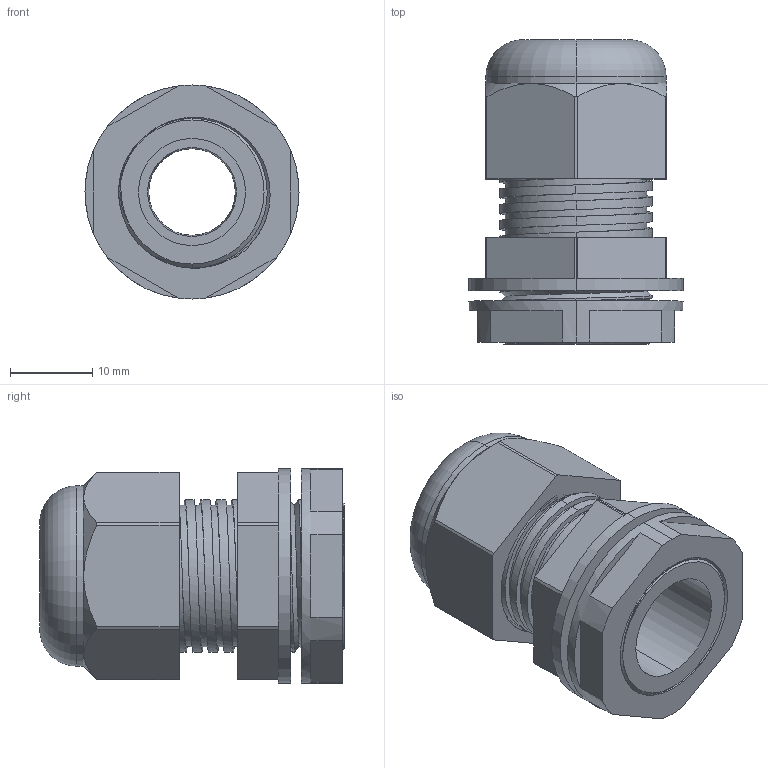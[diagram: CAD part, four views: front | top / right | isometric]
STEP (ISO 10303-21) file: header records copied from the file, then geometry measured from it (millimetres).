
FILE_DESCRIPTION (( 'STEP AP203' ), '1' );
FILE_NAME ('BMX-13-W.step', '2016-02-11T13:27:36', ( '' ), ( '' ), 'SwSTEP 2.0', 'SolidWorks 2015', '' );
FILE_SCHEMA (( 'CONFIG_CONTROL_DESIGN' ));
Length unit declared in the file: millimetre
Products named in the file (1): BMX-13-W
Bounding box: 26 x 37 x 26 mm (x, y, z)
Volume: 9317.3 mm3; surface area: 10583.5 mm2
Topology: 5 solids, 5 shells, 197 faces, 540 edges, 356 vertices
Faces by surface type: plane 99, cylinder 76, bspline 11, cone 7, torus 4
Entity records: 10223 total; most frequent: CARTESIAN_POINT 5345, ORIENTED_EDGE 1080, DIRECTION 958, EDGE_CURVE 540, VERTEX_POINT 356, AXIS2_PLACEMENT_3D 352, VECTOR 254, LINE 254
